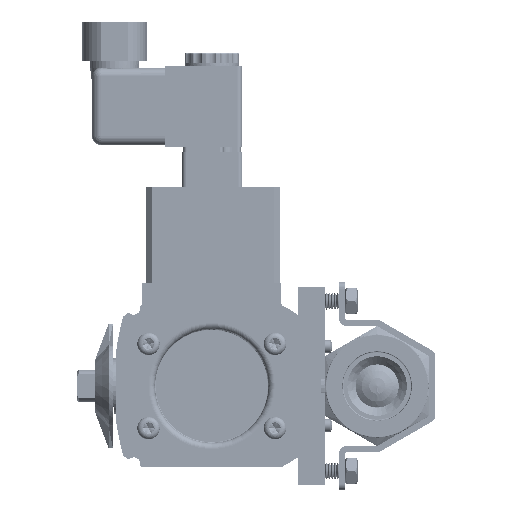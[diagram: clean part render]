
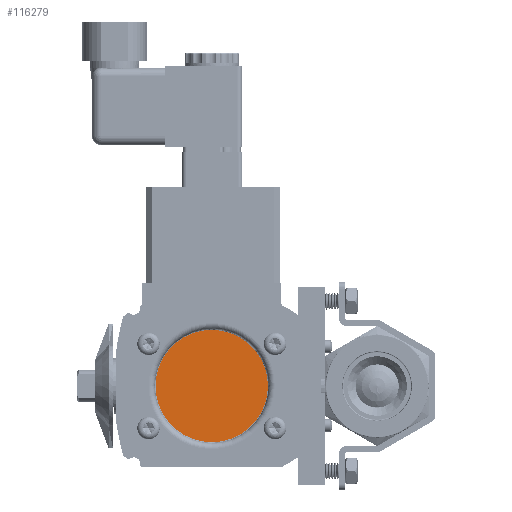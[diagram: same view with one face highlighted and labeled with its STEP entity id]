
A CAD part, left-side view. The second image highlights one B-rep face of the part: STEP entity #116279.
In plain terms, the highlighted planar face has unit normal (-1, 0, 0).
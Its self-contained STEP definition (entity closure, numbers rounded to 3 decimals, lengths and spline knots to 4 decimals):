
#7122 = CIRCLE ( 'NONE', #169868, 0.8105 ) ;
#8826 = CARTESIAN_POINT ( 'NONE',  ( -1.4975, 2.386, 0. ) ) ;
#9091 = EDGE_CURVE ( 'NONE', #69442, #184227, #7122, .T. ) ;
#11508 = DIRECTION ( 'NONE',  ( -1., 0., 0. ) ) ;
#21430 = CIRCLE ( 'NONE', #138874, 0.8105 ) ;
#23389 = DIRECTION ( 'NONE',  ( -1., 0., 0. ) ) ;
#29630 = AXIS2_PLACEMENT_3D ( 'NONE', #8826, #23389, #124509 ) ;
#42362 = CARTESIAN_POINT ( 'NONE',  ( -1.4975, 2.386, 0. ) ) ;
#50412 = EDGE_CURVE ( 'NONE', #184227, #69442, #21430, .T. ) ;
#54285 = FACE_OUTER_BOUND ( 'NONE', #137552, .T. ) ;
#56832 = DIRECTION ( 'NONE',  ( 0., 0., 1. ) ) ;
#69442 = VERTEX_POINT ( 'NONE', #169735 ) ;
#94148 = ORIENTED_EDGE ( 'NONE', *, *, #9091, .T. ) ;
#98083 = CARTESIAN_POINT ( 'NONE',  ( -1.4975, 2.386, 0. ) ) ;
#112624 = DIRECTION ( 'NONE',  ( 0., 0., 1. ) ) ;
#116279 = ADVANCED_FACE ( 'NONE', ( #54285 ), #182168, .T. ) ;
#120653 = ORIENTED_EDGE ( 'NONE', *, *, #50412, .T. ) ;
#124509 = DIRECTION ( 'NONE',  ( 0., 0., 1. ) ) ;
#137552 = EDGE_LOOP ( 'NONE', ( #120653, #94148 ) ) ;
#138874 = AXIS2_PLACEMENT_3D ( 'NONE', #98083, #11508, #112624 ) ;
#143474 = DIRECTION ( 'NONE',  ( -1., 0., 0. ) ) ;
#169735 = CARTESIAN_POINT ( 'NONE',  ( -1.4975, 2.386, 0.8105 ) ) ;
#169868 = AXIS2_PLACEMENT_3D ( 'NONE', #42362, #143474, #56832 ) ;
#181322 = CARTESIAN_POINT ( 'NONE',  ( -1.4975, 2.386, -0.8105 ) ) ;
#182168 = PLANE ( 'NONE',  #29630 ) ;
#184227 = VERTEX_POINT ( 'NONE', #181322 ) ;
